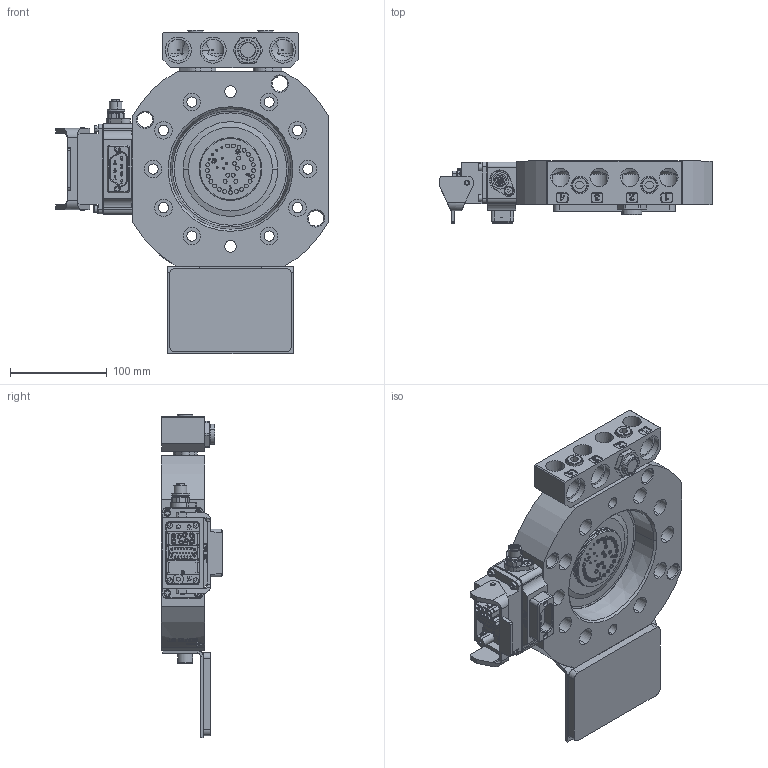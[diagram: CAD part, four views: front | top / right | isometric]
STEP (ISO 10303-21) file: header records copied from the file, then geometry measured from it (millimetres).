
FILE_DESCRIPTION (( 'STEP AP203' ), '1' );
FILE_NAME ('P0579.STEP', '2018-11-29T14:23:24', ( 'rsp' ), ( 'Hewlett-Packard Company' ), 'SwSTEP 2.0', 'SolidWorks 2017', '' );
FILE_SCHEMA (( 'CONFIG_CONTROL_DESIGN' ));
Length unit declared in the file: millimetre
Products named in the file (1): P0579
Bounding box: 281.6 x 64 x 334.5 mm (x, y, z)
Surface area: 435635.2 mm2 (no closed solid volume)
Topology: 0 solids, 93 shells, 4043 faces, 10024 edges, 6477 vertices
Faces by surface type: plane 2010, cylinder 1294, bspline 349, cone 285, torus 74, sphere 31
Entity records: 158472 total; most frequent: CARTESIAN_POINT 65657, ORIENTED_EDGE 19626, DIRECTION 17724, EDGE_CURVE 9873, VERTEX_POINT 6431, AXIS2_PLACEMENT_3D 6034, VECTOR 5656, LINE 5656
